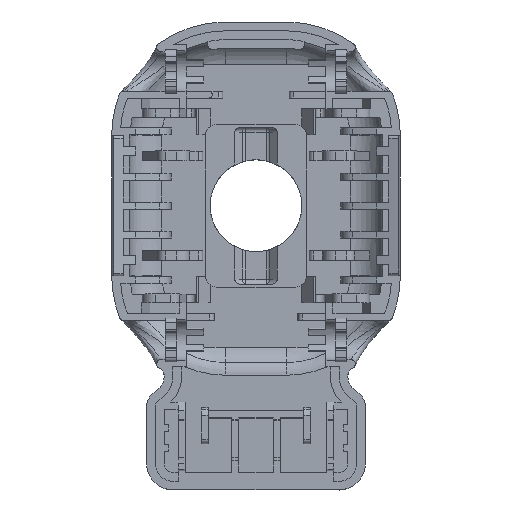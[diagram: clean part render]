
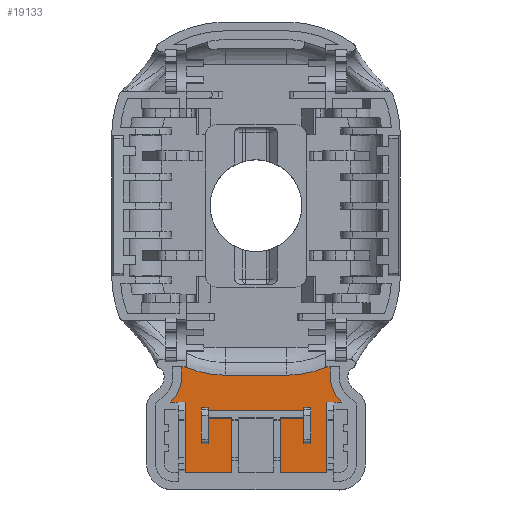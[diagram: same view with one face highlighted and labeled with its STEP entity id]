
A CAD part, top view. The second image highlights one B-rep face of the part: STEP entity #19133.
In plain terms, the highlighted planar face has unit normal (0, 0, 1).
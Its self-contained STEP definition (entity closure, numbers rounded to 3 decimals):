
#2920=CARTESIAN_POINT('',(-3.5,-8.,-2.));
#2921=DIRECTION('',(0.,0.,-1.));
#2922=DIRECTION('',(0.,-1.,0.));
#2923=AXIS2_PLACEMENT_3D('',#2920,#2921,#2922);
#2928=CARTESIAN_POINT('',(3.5,-8.,-2.));
#2929=DIRECTION('',(0.,0.,-1.));
#2930=DIRECTION('',(0.406,-0.914,0.));
#2931=AXIS2_PLACEMENT_3D('',#2928,#2929,#2930);
#2936=DIRECTION('',(-1.,0.,0.));
#2937=VECTOR('',#2936,0.378);
#2938=CARTESIAN_POINT('',(8.5,-18.4,-2.));
#2939=LINE('',#2938,#2937);
#2943=DIRECTION('',(0.,1.,0.));
#2944=VECTOR('',#2943,1.136);
#2945=CARTESIAN_POINT('',(8.5,-19.536,-2.));
#2946=LINE('',#2945,#2944);
#2950=CARTESIAN_POINT('',(12.5,-19.536,-2.));
#2951=DIRECTION('',(0.,0.,-1.));
#2952=DIRECTION('',(-0.687,-0.727,0.));
#2953=AXIS2_PLACEMENT_3D('',#2950,#2951,#2952);
#2958=DIRECTION('',(1.,0.,0.));
#2959=VECTOR('',#2958,1.653);
#2960=CARTESIAN_POINT('',(8.1,-22.443,-2.));
#2961=LINE('',#2960,#2959);
#2965=DIRECTION('',(0.,1.,0.));
#2966=VECTOR('',#2965,8.057);
#2967=CARTESIAN_POINT('',(8.1,-30.5,-2.));
#2968=LINE('',#2967,#2966);
#2972=DIRECTION('',(0.,-1.,0.));
#2973=VECTOR('',#2972,6.23);
#2974=CARTESIAN_POINT('',(2.8,-24.27,-2.));
#2975=LINE('',#2974,#2973);
#2979=DIRECTION('',(-1.,0.,0.));
#2980=VECTOR('',#2979,2.65);
#2981=CARTESIAN_POINT('',(5.45,-24.27,-2.));
#2982=LINE('',#2981,#2980);
#2986=DIRECTION('',(0.,1.,0.));
#2987=VECTOR('',#2986,2.93);
#2988=CARTESIAN_POINT('',(5.45,-27.2,-2.));
#2989=LINE('',#2988,#2987);
#2993=DIRECTION('',(-1.,0.,0.));
#2994=VECTOR('',#2993,0.8);
#2995=CARTESIAN_POINT('',(6.25,-27.2,-2.));
#2996=LINE('',#2995,#2994);
#3000=DIRECTION('',(0.,-1.,0.));
#3001=VECTOR('',#3000,4.1);
#3002=CARTESIAN_POINT('',(6.25,-23.1,-2.));
#3003=LINE('',#3002,#3001);
#3007=DIRECTION('',(1.,0.,0.));
#3008=VECTOR('',#3007,0.8);
#3009=CARTESIAN_POINT('',(5.45,-23.1,-2.));
#3010=LINE('',#3009,#3008);
#3014=DIRECTION('',(0.,1.,0.));
#3015=VECTOR('',#3014,0.37);
#3016=CARTESIAN_POINT('',(5.45,-23.47,-2.));
#3017=LINE('',#3016,#3015);
#3021=DIRECTION('',(1.,0.,0.));
#3022=VECTOR('',#3021,10.9);
#3023=CARTESIAN_POINT('',(-5.45,-23.47,-2.));
#3024=LINE('',#3023,#3022);
#3028=DIRECTION('',(0.,-1.,0.));
#3029=VECTOR('',#3028,0.37);
#3030=CARTESIAN_POINT('',(-5.45,-23.1,-2.));
#3031=LINE('',#3030,#3029);
#3035=DIRECTION('',(1.,0.,0.));
#3036=VECTOR('',#3035,0.8);
#3037=CARTESIAN_POINT('',(-6.25,-23.1,-2.));
#3038=LINE('',#3037,#3036);
#3042=DIRECTION('',(0.,1.,0.));
#3043=VECTOR('',#3042,4.1);
#3044=CARTESIAN_POINT('',(-6.25,-27.2,-2.));
#3045=LINE('',#3044,#3043);
#3049=DIRECTION('',(-1.,0.,0.));
#3050=VECTOR('',#3049,0.8);
#3051=CARTESIAN_POINT('',(-5.45,-27.2,-2.));
#3052=LINE('',#3051,#3050);
#3056=DIRECTION('',(0.,-1.,0.));
#3057=VECTOR('',#3056,2.93);
#3058=CARTESIAN_POINT('',(-5.45,-24.27,-2.));
#3059=LINE('',#3058,#3057);
#3063=DIRECTION('',(-1.,0.,0.));
#3064=VECTOR('',#3063,2.65);
#3065=CARTESIAN_POINT('',(-2.8,-24.27,-2.));
#3066=LINE('',#3065,#3064);
#3070=DIRECTION('',(0.,1.,0.));
#3071=VECTOR('',#3070,6.23);
#3072=CARTESIAN_POINT('',(-2.8,-30.5,-2.));
#3073=LINE('',#3072,#3071);
#3077=DIRECTION('',(0.,-1.,0.));
#3078=VECTOR('',#3077,8.057);
#3079=CARTESIAN_POINT('',(-8.1,-22.443,-2.));
#3080=LINE('',#3079,#3078);
#3084=DIRECTION('',(1.,0.,0.));
#3085=VECTOR('',#3084,1.653);
#3086=CARTESIAN_POINT('',(-9.753,-22.443,-2.));
#3087=LINE('',#3086,#3085);
#3091=CARTESIAN_POINT('',(-12.5,-19.536,-2.));
#3092=DIRECTION('',(0.,0.,-1.));
#3093=DIRECTION('',(1.,0.,0.));
#3094=AXIS2_PLACEMENT_3D('',#3091,#3092,#3093);
#3099=DIRECTION('',(0.,-1.,0.));
#3100=VECTOR('',#3099,1.136);
#3101=CARTESIAN_POINT('',(-8.5,-18.4,-2.));
#3102=LINE('',#3101,#3100);
#3106=DIRECTION('',(-1.,0.,0.));
#3107=VECTOR('',#3106,0.378);
#3108=CARTESIAN_POINT('',(-8.122,-18.4,-2.));
#3109=LINE('',#3108,#3107);
#3240=DIRECTION('',(-1.,0.,0.));
#3241=VECTOR('',#3240,5.3);
#3242=CARTESIAN_POINT('',(-2.8,-30.5,-2.));
#3243=LINE('',#3242,#3241);
#3668=DIRECTION('',(-1.,0.,0.));
#3669=VECTOR('',#3668,5.3);
#3670=CARTESIAN_POINT('',(8.1,-30.5,-2.));
#3671=LINE('',#3670,#3669);
#5063=DIRECTION('',(1.,0.,0.));
#5064=VECTOR('',#5063,7.);
#5065=CARTESIAN_POINT('',(-3.5,-19.381,-2.));
#5066=LINE('',#5065,#5064);
#14092=CARTESIAN_POINT('',(8.1,-30.5,-2.));
#14094=VERTEX_POINT('',#14092);
#14335=CARTESIAN_POINT('',(-5.45,-24.27,-2.));
#14336=CARTESIAN_POINT('',(-5.45,-27.2,-2.));
#14337=VERTEX_POINT('',#14335);
#14338=VERTEX_POINT('',#14336);
#14464=CARTESIAN_POINT('',(8.5,-19.536,-2.));
#14465=CARTESIAN_POINT('',(8.5,-18.4,-2.));
#14466=VERTEX_POINT('',#14464);
#14467=VERTEX_POINT('',#14465);
#14630=CARTESIAN_POINT('',(5.45,-27.2,-2.));
#14632=VERTEX_POINT('',#14630);
#14883=CARTESIAN_POINT('',(5.45,-24.27,-2.));
#14884=VERTEX_POINT('',#14883);
#14910=CARTESIAN_POINT('',(6.25,-23.1,-2.));
#14912=VERTEX_POINT('',#14910);
#14993=CARTESIAN_POINT('',(-9.753,-22.443,-2.));
#14994=CARTESIAN_POINT('',(-8.1,-22.443,-2.));
#14995=VERTEX_POINT('',#14993);
#14996=VERTEX_POINT('',#14994);
#15013=CARTESIAN_POINT('',(-6.25,-27.2,-2.));
#15015=VERTEX_POINT('',#15013);
#15036=CARTESIAN_POINT('',(6.25,-27.2,-2.));
#15037=VERTEX_POINT('',#15036);
#15126=CARTESIAN_POINT('',(8.1,-22.443,-2.));
#15128=VERTEX_POINT('',#15126);
#15263=CARTESIAN_POINT('',(-8.5,-19.536,-2.));
#15264=VERTEX_POINT('',#15263);
#15333=CARTESIAN_POINT('',(-2.8,-24.27,-2.));
#15334=VERTEX_POINT('',#15333);
#15375=CARTESIAN_POINT('',(2.8,-24.27,-2.));
#15376=VERTEX_POINT('',#15375);
#15411=CARTESIAN_POINT('',(5.45,-23.1,-2.));
#15412=VERTEX_POINT('',#15411);
#15417=CARTESIAN_POINT('',(-8.1,-30.5,-2.));
#15418=VERTEX_POINT('',#15417);
#15502=CARTESIAN_POINT('',(-8.5,-18.4,-2.));
#15503=VERTEX_POINT('',#15502);
#15506=CARTESIAN_POINT('',(2.8,-30.5,-2.));
#15507=VERTEX_POINT('',#15506);
#15595=CARTESIAN_POINT('',(3.5,-19.381,-2.));
#15597=VERTEX_POINT('',#15595);
#15654=CARTESIAN_POINT('',(-2.8,-30.5,-2.));
#15655=VERTEX_POINT('',#15654);
#15778=CARTESIAN_POINT('',(8.122,-18.4,-2.));
#15779=VERTEX_POINT('',#15778);
#15808=CARTESIAN_POINT('',(-8.122,-18.4,-2.));
#15809=VERTEX_POINT('',#15808);
#15861=CARTESIAN_POINT('',(5.45,-23.47,-2.));
#15862=VERTEX_POINT('',#15861);
#16048=CARTESIAN_POINT('',(-5.45,-23.1,-2.));
#16049=CARTESIAN_POINT('',(-5.45,-23.47,-2.));
#16050=VERTEX_POINT('',#16048);
#16051=VERTEX_POINT('',#16049);
#16087=CARTESIAN_POINT('',(-6.25,-23.1,-2.));
#16088=VERTEX_POINT('',#16087);
#16150=CARTESIAN_POINT('',(-3.5,-19.381,-2.));
#16151=VERTEX_POINT('',#16150);
#16337=CARTESIAN_POINT('',(9.753,-22.443,-2.));
#16338=VERTEX_POINT('',#16337);
#19067=CARTESIAN_POINT('',(-22.709,-32.5,-2.));
#19068=DIRECTION('',(0.,0.,-1.));
#19069=DIRECTION('',(-1.,0.,0.));
#19070=AXIS2_PLACEMENT_3D('',#19067,#19068,#19069);
#19071=PLANE('',#19070);
#19073=ORIENTED_EDGE('',*,*,#19072,.F.);
#19075=ORIENTED_EDGE('',*,*,#19074,.T.);
#19076=ORIENTED_EDGE('',*,*,#19049,.F.);
#19078=ORIENTED_EDGE('',*,*,#19077,.F.);
#19080=ORIENTED_EDGE('',*,*,#19079,.F.);
#19082=ORIENTED_EDGE('',*,*,#19081,.F.);
#19084=ORIENTED_EDGE('',*,*,#19083,.F.);
#19086=ORIENTED_EDGE('',*,*,#19085,.F.);
#19088=ORIENTED_EDGE('',*,*,#19087,.T.);
#19090=ORIENTED_EDGE('',*,*,#19089,.F.);
#19092=ORIENTED_EDGE('',*,*,#19091,.F.);
#19094=ORIENTED_EDGE('',*,*,#19093,.F.);
#19096=ORIENTED_EDGE('',*,*,#19095,.F.);
#19098=ORIENTED_EDGE('',*,*,#19097,.F.);
#19100=ORIENTED_EDGE('',*,*,#19099,.F.);
#19102=ORIENTED_EDGE('',*,*,#19101,.F.);
#19104=ORIENTED_EDGE('',*,*,#19103,.F.);
#19106=ORIENTED_EDGE('',*,*,#19105,.F.);
#19108=ORIENTED_EDGE('',*,*,#19107,.F.);
#19110=ORIENTED_EDGE('',*,*,#19109,.F.);
#19112=ORIENTED_EDGE('',*,*,#19111,.F.);
#19114=ORIENTED_EDGE('',*,*,#19113,.F.);
#19116=ORIENTED_EDGE('',*,*,#19115,.F.);
#19118=ORIENTED_EDGE('',*,*,#19117,.F.);
#19120=ORIENTED_EDGE('',*,*,#19119,.T.);
#19122=ORIENTED_EDGE('',*,*,#19121,.F.);
#19124=ORIENTED_EDGE('',*,*,#19123,.F.);
#19126=ORIENTED_EDGE('',*,*,#19125,.F.);
#19128=ORIENTED_EDGE('',*,*,#19127,.F.);
#19130=ORIENTED_EDGE('',*,*,#19129,.F.);
#19131=EDGE_LOOP('',(#19073,#19075,#19076,#19078,#19080,#19082,#19084,#19086,
#19088,#19090,#19092,#19094,#19096,#19098,#19100,#19102,#19104,#19106,#19108,
#19110,#19112,#19114,#19116,#19118,#19120,#19122,#19124,#19126,#19128,#19130));
#19132=FACE_OUTER_BOUND('',#19131,.F.);
#19133=ADVANCED_FACE('',(#19132),#19071,.F.);
#2924=CIRCLE('',#2923,11.381);
#2932=CIRCLE('',#2931,11.381);
#2954=CIRCLE('',#2953,4.);
#3095=CIRCLE('',#3094,4.);
#19049=EDGE_CURVE('',#15779,#15597,#2932,.T.);
#19072=EDGE_CURVE('',#16151,#15809,#2924,.T.);
#19074=EDGE_CURVE('',#16151,#15597,#5066,.T.);
#19077=EDGE_CURVE('',#14467,#15779,#2939,.T.);
#19079=EDGE_CURVE('',#14466,#14467,#2946,.T.);
#19081=EDGE_CURVE('',#16338,#14466,#2954,.T.);
#19083=EDGE_CURVE('',#15128,#16338,#2961,.T.);
#19085=EDGE_CURVE('',#14094,#15128,#2968,.T.);
#19087=EDGE_CURVE('',#14094,#15507,#3671,.T.);
#19089=EDGE_CURVE('',#15376,#15507,#2975,.T.);
#19091=EDGE_CURVE('',#14884,#15376,#2982,.T.);
#19093=EDGE_CURVE('',#14632,#14884,#2989,.T.);
#19095=EDGE_CURVE('',#15037,#14632,#2996,.T.);
#19097=EDGE_CURVE('',#14912,#15037,#3003,.T.);
#19099=EDGE_CURVE('',#15412,#14912,#3010,.T.);
#19101=EDGE_CURVE('',#15862,#15412,#3017,.T.);
#19103=EDGE_CURVE('',#16051,#15862,#3024,.T.);
#19105=EDGE_CURVE('',#16050,#16051,#3031,.T.);
#19107=EDGE_CURVE('',#16088,#16050,#3038,.T.);
#19109=EDGE_CURVE('',#15015,#16088,#3045,.T.);
#19111=EDGE_CURVE('',#14338,#15015,#3052,.T.);
#19113=EDGE_CURVE('',#14337,#14338,#3059,.T.);
#19115=EDGE_CURVE('',#15334,#14337,#3066,.T.);
#19117=EDGE_CURVE('',#15655,#15334,#3073,.T.);
#19119=EDGE_CURVE('',#15655,#15418,#3243,.T.);
#19121=EDGE_CURVE('',#14996,#15418,#3080,.T.);
#19123=EDGE_CURVE('',#14995,#14996,#3087,.T.);
#19125=EDGE_CURVE('',#15264,#14995,#3095,.T.);
#19127=EDGE_CURVE('',#15503,#15264,#3102,.T.);
#19129=EDGE_CURVE('',#15809,#15503,#3109,.T.);
